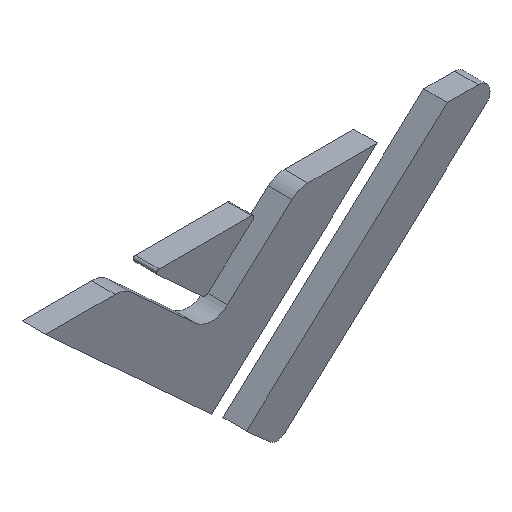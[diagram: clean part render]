
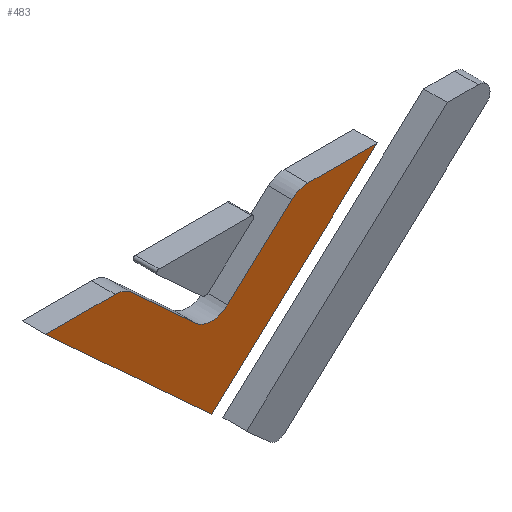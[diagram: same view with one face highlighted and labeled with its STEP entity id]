
A CAD part, isometric view. The second image highlights one B-rep face of the part: STEP entity #483.
In plain terms, the highlighted planar face has unit normal (0, -1, 0).
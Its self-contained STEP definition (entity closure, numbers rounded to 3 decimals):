
#47=CIRCLE('',#556,1.);
#49=CIRCLE('',#560,1.);
#51=CIRCLE('',#564,1.);
#85=FACE_OUTER_BOUND('',#112,.T.);
#112=EDGE_LOOP('',(#421,#422,#423,#424,#425,#426,#427,#428,#429));
#142=LINE('',#806,#189);
#145=LINE('',#812,#192);
#149=LINE('',#824,#196);
#153=LINE('',#836,#200);
#157=LINE('',#848,#204);
#160=LINE('',#852,#207);
#189=VECTOR('',#662,10.);
#192=VECTOR('',#667,10.);
#196=VECTOR('',#679,10.);
#200=VECTOR('',#691,10.);
#204=VECTOR('',#703,10.);
#207=VECTOR('',#708,10.);
#234=VERTEX_POINT('',#803);
#235=VERTEX_POINT('',#805);
#237=VERTEX_POINT('',#811);
#239=VERTEX_POINT('',#817);
#241=VERTEX_POINT('',#823);
#243=VERTEX_POINT('',#829);
#245=VERTEX_POINT('',#835);
#247=VERTEX_POINT('',#841);
#249=VERTEX_POINT('',#847);
#288=EDGE_CURVE('',#235,#234,#142,.T.);
#291=EDGE_CURVE('',#237,#235,#145,.T.);
#294=EDGE_CURVE('',#239,#237,#47,.T.);
#297=EDGE_CURVE('',#241,#239,#149,.T.);
#300=EDGE_CURVE('',#243,#241,#49,.T.);
#303=EDGE_CURVE('',#245,#243,#153,.T.);
#306=EDGE_CURVE('',#247,#245,#51,.T.);
#309=EDGE_CURVE('',#249,#247,#157,.T.);
#312=EDGE_CURVE('',#234,#249,#160,.T.);
#421=ORIENTED_EDGE('',*,*,#312,.T.);
#422=ORIENTED_EDGE('',*,*,#309,.T.);
#423=ORIENTED_EDGE('',*,*,#306,.T.);
#424=ORIENTED_EDGE('',*,*,#303,.T.);
#425=ORIENTED_EDGE('',*,*,#300,.T.);
#426=ORIENTED_EDGE('',*,*,#297,.T.);
#427=ORIENTED_EDGE('',*,*,#294,.T.);
#428=ORIENTED_EDGE('',*,*,#291,.T.);
#429=ORIENTED_EDGE('',*,*,#288,.T.);
#456=PLANE('',#567);
#483=ADVANCED_FACE('',(#85),#456,.T.);
#556=AXIS2_PLACEMENT_3D('',#818,#673,#674);
#560=AXIS2_PLACEMENT_3D('',#830,#685,#686);
#564=AXIS2_PLACEMENT_3D('',#842,#697,#698);
#567=AXIS2_PLACEMENT_3D('',#853,#709,#710);
#662=DIRECTION('',(0.737,0.,-0.676));
#667=DIRECTION('',(-1.,0.,0.));
#673=DIRECTION('center_axis',(0.,-1.,0.));
#674=DIRECTION('ref_axis',(0.676,0.,0.737));
#679=DIRECTION('',(-0.737,0.,0.676));
#685=DIRECTION('center_axis',(0.,1.,0.));
#686=DIRECTION('ref_axis',(-0.676,0.,-0.737));
#691=DIRECTION('',(-0.737,0.,-0.676));
#697=DIRECTION('center_axis',(0.,-1.,0.));
#698=DIRECTION('ref_axis',(0.,0.,1.));
#703=DIRECTION('',(-1.,0.,0.));
#708=DIRECTION('',(0.737,0.,0.676));
#709=DIRECTION('center_axis',(0.,-1.,0.));
#710=DIRECTION('ref_axis',(1.,0.,0.));
#803=CARTESIAN_POINT('',(-2.775,-13.854,1.865));
#805=CARTESIAN_POINT('',(-9.798,-13.854,8.3));
#806=CARTESIAN_POINT('',(-2.775,-13.854,1.865));
#811=CARTESIAN_POINT('',(-6.856,-13.854,8.3));
#812=CARTESIAN_POINT('',(-9.798,-13.854,8.3));
#817=CARTESIAN_POINT('',(-6.181,-13.854,8.037));
#818=CARTESIAN_POINT('Origin',(-6.856,-13.854,7.3));
#823=CARTESIAN_POINT('',(-3.451,-13.854,5.536));
#824=CARTESIAN_POINT('',(-6.181,-13.854,8.037));
#829=CARTESIAN_POINT('',(-2.1,-13.854,5.536));
#830=CARTESIAN_POINT('Origin',(-2.775,-13.854,6.273));
#835=CARTESIAN_POINT('',(0.63,-13.854,8.037));
#836=CARTESIAN_POINT('',(-2.1,-13.854,5.536));
#841=CARTESIAN_POINT('',(1.306,-13.854,8.3));
#842=CARTESIAN_POINT('Origin',(1.306,-13.854,7.3));
#847=CARTESIAN_POINT('',(4.247,-13.854,8.3));
#848=CARTESIAN_POINT('',(1.306,-13.854,8.3));
#852=CARTESIAN_POINT('',(-2.775,-13.854,1.865));
#853=CARTESIAN_POINT('Origin',(-2.775,-13.854,5.082));
